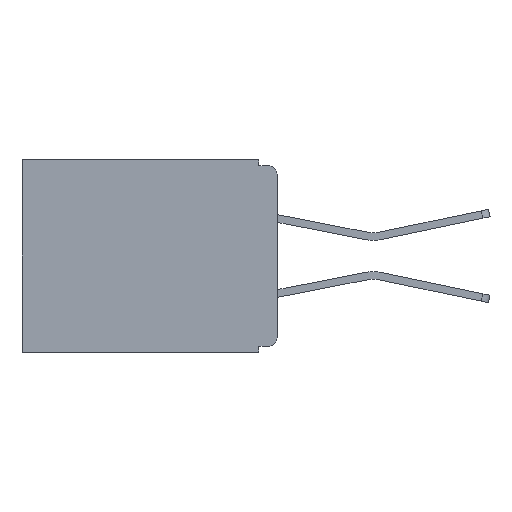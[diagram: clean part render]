
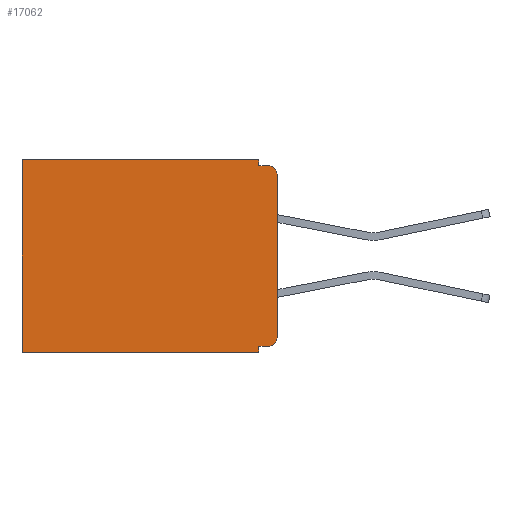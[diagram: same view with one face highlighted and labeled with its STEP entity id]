
A CAD part, left-side view. The second image highlights one B-rep face of the part: STEP entity #17062.
In plain terms, the highlighted planar face has unit normal (-1, 0, 0).
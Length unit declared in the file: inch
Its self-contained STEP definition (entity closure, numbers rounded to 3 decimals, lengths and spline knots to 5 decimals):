
#148 = CARTESIAN_POINT ( 'NONE',  ( 0.3, 0.031, 0. ) ) ;
#153 = CARTESIAN_POINT ( 'NONE',  ( 0.3, 0.015, -0.01 ) ) ;
#358 = DIRECTION ( 'NONE',  ( 0., 0., -1. ) ) ;
#398 = LINE ( 'NONE', #2645, #5320 ) ;
#505 = VECTOR ( 'NONE', #17379, 39.37008 ) ;
#513 = LINE ( 'NONE', #2528, #5433 ) ;
#588 = DIRECTION ( 'NONE',  ( 0., 0., -1. ) ) ;
#838 = CARTESIAN_POINT ( 'NONE',  ( 0.3, 0.031, -0.33 ) ) ;
#997 = CARTESIAN_POINT ( 'NONE',  ( 0.3, 0., -0.305 ) ) ;
#1099 = VERTEX_POINT ( 'NONE', #8123 ) ;
#1200 = EDGE_CURVE ( 'NONE', #1099, #2195, #12492, .T. ) ;
#1391 = CARTESIAN_POINT ( 'NONE',  ( 0.3, 0.015, -0.025 ) ) ;
#1574 = EDGE_CURVE ( 'NONE', #1099, #23528, #19026, .T. ) ;
#1657 = ORIENTED_EDGE ( 'NONE', *, *, #6073, .F. ) ;
#1741 = VECTOR ( 'NONE', #358, 39.37008 ) ;
#2195 = VERTEX_POINT ( 'NONE', #997 ) ;
#2235 = VECTOR ( 'NONE', #16242, 39.37008 ) ;
#2501 = DIRECTION ( 'NONE',  ( -1., 0., 0. ) ) ;
#2528 = CARTESIAN_POINT ( 'NONE',  ( 0.3, 0., -0.32 ) ) ;
#2645 = CARTESIAN_POINT ( 'NONE',  ( 0.3, 0., -0.33 ) ) ;
#2710 = CARTESIAN_POINT ( 'NONE',  ( 0.3, 0., 0. ) ) ;
#2833 = ORIENTED_EDGE ( 'NONE', *, *, #7344, .F. ) ;
#3176 = DIRECTION ( 'NONE',  ( 0., 1., 0. ) ) ;
#3265 = CARTESIAN_POINT ( 'NONE',  ( 0.3, 0.015, -0.32 ) ) ;
#3327 = VERTEX_POINT ( 'NONE', #3265 ) ;
#3424 = EDGE_CURVE ( 'NONE', #16738, #7878, #12713, .T. ) ;
#4285 = DIRECTION ( 'NONE',  ( 0., 0., -1. ) ) ;
#4287 = LINE ( 'NONE', #20489, #8678 ) ;
#4885 = CARTESIAN_POINT ( 'NONE',  ( 0.3, 0.437, 0. ) ) ;
#5320 = VECTOR ( 'NONE', #3176, 39.37008 ) ;
#5433 = VECTOR ( 'NONE', #17196, 39.37008 ) ;
#5721 = ORIENTED_EDGE ( 'NONE', *, *, #1200, .F. ) ;
#6012 = LINE ( 'NONE', #2710, #505 ) ;
#6073 = EDGE_CURVE ( 'NONE', #7878, #23528, #4287, .T. ) ;
#7344 = EDGE_CURVE ( 'NONE', #14984, #9424, #21743, .T. ) ;
#7659 = CARTESIAN_POINT ( 'NONE',  ( 0.3, 0.437, -0.33 ) ) ;
#7823 = ORIENTED_EDGE ( 'NONE', *, *, #12153, .T. ) ;
#7878 = VERTEX_POINT ( 'NONE', #10729 ) ;
#7983 = PLANE ( 'NONE',  #16559 ) ;
#8000 = ORIENTED_EDGE ( 'NONE', *, *, #18394, .T. ) ;
#8097 = CARTESIAN_POINT ( 'NONE',  ( 0.3, 0.437, -0.33 ) ) ;
#8123 = CARTESIAN_POINT ( 'NONE',  ( 0.3, 0., -0.025 ) ) ;
#8678 = VECTOR ( 'NONE', #16926, 39.37008 ) ;
#9361 = EDGE_CURVE ( 'NONE', #9424, #16701, #398, .T. ) ;
#9424 = VERTEX_POINT ( 'NONE', #838 ) ;
#9592 = CARTESIAN_POINT ( 'NONE',  ( 0.3, 0., -0.33 ) ) ;
#9837 = CARTESIAN_POINT ( 'NONE',  ( 0.3, 0., -0.33 ) ) ;
#10060 = DIRECTION ( 'NONE',  ( -1., 0., 0. ) ) ;
#10675 = ORIENTED_EDGE ( 'NONE', *, *, #9361, .F. ) ;
#10729 = CARTESIAN_POINT ( 'NONE',  ( 0.3, 0.031, -0.01 ) ) ;
#11684 = DIRECTION ( 'NONE',  ( 1., 0., 0. ) ) ;
#11926 = VECTOR ( 'NONE', #19516, 39.37008 ) ;
#12153 = EDGE_CURVE ( 'NONE', #3327, #2195, #16294, .T. ) ;
#12492 = LINE ( 'NONE', #9592, #11926 ) ;
#12713 = LINE ( 'NONE', #148, #1741 ) ;
#12858 = ORIENTED_EDGE ( 'NONE', *, *, #3424, .F. ) ;
#13530 = CARTESIAN_POINT ( 'NONE',  ( 0.3, 0.015, -0.305 ) ) ;
#14984 = VERTEX_POINT ( 'NONE', #22780 ) ;
#15327 = DIRECTION ( 'NONE',  ( 0., 0., -1. ) ) ;
#16242 = DIRECTION ( 'NONE',  ( 0., 0., -1. ) ) ;
#16294 = CIRCLE ( 'NONE', #17966, 0.015 ) ;
#16409 = CARTESIAN_POINT ( 'NONE',  ( 0.3, 0.031, -0.33 ) ) ;
#16559 = AXIS2_PLACEMENT_3D ( 'NONE', #9837, #11684, #588 ) ;
#16701 = VERTEX_POINT ( 'NONE', #7659 ) ;
#16738 = VERTEX_POINT ( 'NONE', #16973 ) ;
#16926 = DIRECTION ( 'NONE',  ( 0., -1., 0. ) ) ;
#16973 = CARTESIAN_POINT ( 'NONE',  ( 0.3, 0.031, 0. ) ) ;
#17062 = ADVANCED_FACE ( 'NONE', ( #22342 ), #7983, .F. ) ;
#17168 = EDGE_CURVE ( 'NONE', #16738, #18593, #6012, .T. ) ;
#17196 = DIRECTION ( 'NONE',  ( 0., 1., 0. ) ) ;
#17379 = DIRECTION ( 'NONE',  ( 0., 1., 0. ) ) ;
#17812 = EDGE_CURVE ( 'NONE', #3327, #14984, #513, .T. ) ;
#17966 = AXIS2_PLACEMENT_3D ( 'NONE', #13530, #2501, #15327 ) ;
#18394 = EDGE_CURVE ( 'NONE', #18593, #16701, #22042, .T. ) ;
#18593 = VERTEX_POINT ( 'NONE', #4885 ) ;
#18885 = AXIS2_PLACEMENT_3D ( 'NONE', #1391, #10060, #4285 ) ;
#19026 = CIRCLE ( 'NONE', #18885, 0.015 ) ;
#19034 = DIRECTION ( 'NONE',  ( 0., 0., -1. ) ) ;
#19516 = DIRECTION ( 'NONE',  ( 0., 0., -1. ) ) ;
#19989 = EDGE_LOOP ( 'NONE', ( #5721, #23268, #1657, #12858, #20945, #8000, #10675, #2833, #21257, #7823 ) ) ;
#20489 = CARTESIAN_POINT ( 'NONE',  ( 0.3, 0., -0.01 ) ) ;
#20945 = ORIENTED_EDGE ( 'NONE', *, *, #17168, .T. ) ;
#21257 = ORIENTED_EDGE ( 'NONE', *, *, #17812, .F. ) ;
#21475 = VECTOR ( 'NONE', #19034, 39.37008 ) ;
#21743 = LINE ( 'NONE', #16409, #2235 ) ;
#22042 = LINE ( 'NONE', #8097, #21475 ) ;
#22342 = FACE_OUTER_BOUND ( 'NONE', #19989, .T. ) ;
#22780 = CARTESIAN_POINT ( 'NONE',  ( 0.3, 0.031, -0.32 ) ) ;
#23268 = ORIENTED_EDGE ( 'NONE', *, *, #1574, .T. ) ;
#23528 = VERTEX_POINT ( 'NONE', #153 ) ;
